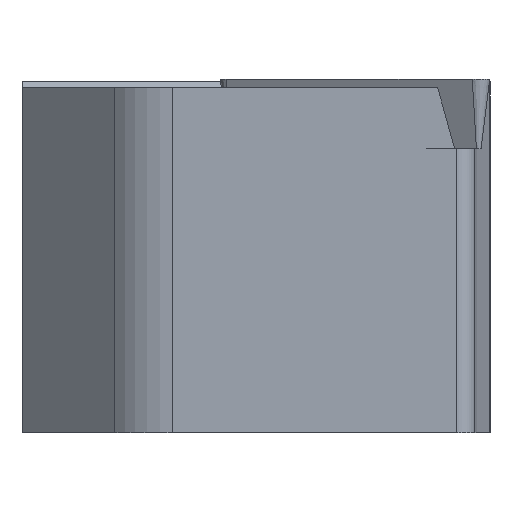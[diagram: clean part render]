
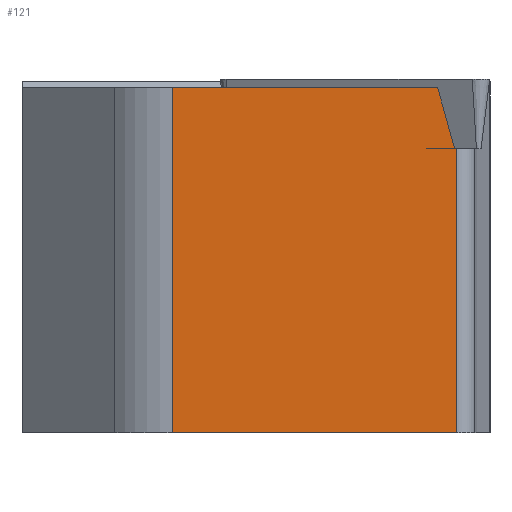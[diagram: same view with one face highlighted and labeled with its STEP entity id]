
A CAD part, left-side view. The second image highlights one B-rep face of the part: STEP entity #121.
In plain terms, the highlighted planar face has unit normal (-0.999, 0.052, 0).
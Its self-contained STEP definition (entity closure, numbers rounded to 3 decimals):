
#121=ADVANCED_FACE('',(#163),#144,.F.);
#144=PLANE('',#524);
#163=FACE_OUTER_BOUND('',#187,.T.);
#187=EDGE_LOOP('',(#219,#220,#221,#222,#223,#224));
#219=ORIENTED_EDGE('',*,*,#375,.F.);
#220=ORIENTED_EDGE('',*,*,#376,.T.);
#221=ORIENTED_EDGE('',*,*,#377,.T.);
#222=ORIENTED_EDGE('',*,*,#378,.T.);
#223=ORIENTED_EDGE('',*,*,#379,.F.);
#224=ORIENTED_EDGE('',*,*,#373,.F.);
#333=VERTEX_POINT('',#692);
#334=VERTEX_POINT('',#694);
#335=VERTEX_POINT('',#698);
#336=VERTEX_POINT('',#700);
#337=VERTEX_POINT('',#702);
#338=VERTEX_POINT('',#704);
#373=EDGE_CURVE('',#333,#334,#431,.T.);
#375=EDGE_CURVE('',#335,#333,#432,.T.);
#376=EDGE_CURVE('',#335,#336,#433,.T.);
#377=EDGE_CURVE('',#336,#337,#434,.T.);
#378=EDGE_CURVE('',#337,#338,#435,.T.);
#379=EDGE_CURVE('',#334,#338,#436,.T.);
#431=LINE('',#693,#478);
#432=LINE('',#697,#479);
#433=LINE('',#699,#480);
#434=LINE('',#701,#481);
#435=LINE('',#703,#482);
#436=LINE('',#705,#483);
#478=VECTOR('',#568,1.);
#479=VECTOR('',#573,1.);
#480=VECTOR('',#574,1.);
#481=VECTOR('',#575,1.);
#482=VECTOR('',#576,1.);
#483=VECTOR('',#577,1.);
#524=AXIS2_PLACEMENT_3D('',#706,#578,#579);
#568=DIRECTION('',(0.,0.,-1.));
#573=DIRECTION('',(-0.052,-0.999,0.));
#574=DIRECTION('',(0.014,0.269,0.963));
#575=DIRECTION('',(0.052,0.999,0.));
#576=DIRECTION('',(0.,0.,-1.));
#577=DIRECTION('',(0.052,0.999,0.));
#578=DIRECTION('',(0.999,-0.052,0.));
#579=DIRECTION('',(0.052,0.999,0.));
#692=CARTESIAN_POINT('',(1.001,-14.848,-2.28));
#693=CARTESIAN_POINT('',(1.001,-14.848,220.657));
#694=CARTESIAN_POINT('',(1.001,-14.848,-12.));
#697=CARTESIAN_POINT('',(1.51,-5.138,-2.28));
#698=CARTESIAN_POINT('',(1.004,-14.792,-2.28));
#699=CARTESIAN_POINT('',(4.071,43.732,206.951));
#700=CARTESIAN_POINT('',(1.034,-14.21,-0.2));
#701=CARTESIAN_POINT('',(1.774,-0.093,-0.2));
#702=CARTESIAN_POINT('',(1.51,-5.138,-0.2));
#703=CARTESIAN_POINT('',(1.51,-5.138,220.657));
#704=CARTESIAN_POINT('',(1.51,-5.138,-12.));
#705=CARTESIAN_POINT('',(1.774,-0.093,-12.));
#706=CARTESIAN_POINT('',(1.51,-5.138,220.657));
